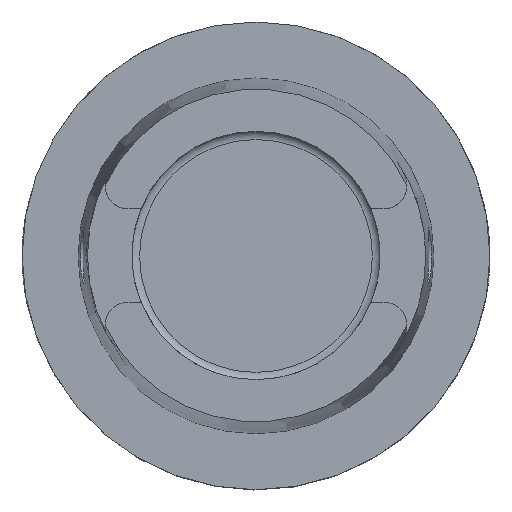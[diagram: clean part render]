
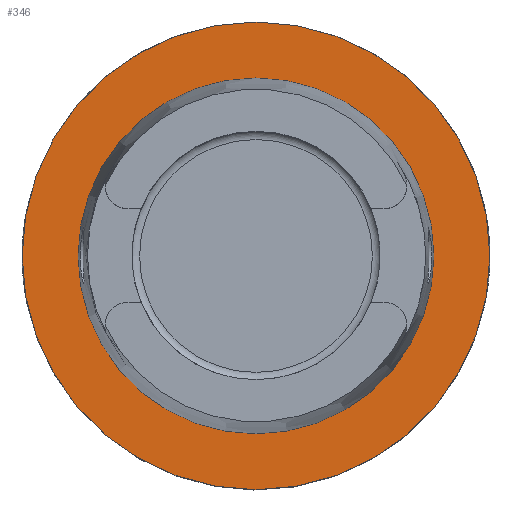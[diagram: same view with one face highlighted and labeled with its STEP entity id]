
A CAD part, top view. The second image highlights one B-rep face of the part: STEP entity #346.
In plain terms, the highlighted planar face has unit normal (0, 0, 1).
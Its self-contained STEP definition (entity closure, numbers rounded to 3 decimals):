
#294=PLANE('',#1487);
#346=ADVANCED_FACE('',(#463,#464),#294,.F.);
#463=FACE_BOUND('',#554,.T.);
#464=FACE_BOUND('',#555,.T.);
#554=EDGE_LOOP('',(#755));
#555=EDGE_LOOP('',(#756));
#755=ORIENTED_EDGE('',*,*,#1195,.F.);
#756=ORIENTED_EDGE('',*,*,#1194,.T.);
#1045=VERTEX_POINT('',#2296);
#1046=VERTEX_POINT('',#2299);
#1194=EDGE_CURVE('',#1045,#1045,#1344,.T.);
#1195=EDGE_CURVE('',#1046,#1046,#1345,.T.);
#1344=CIRCLE('',#1484,38.008);
#1345=CIRCLE('',#1486,49.965);
#1484=AXIS2_PLACEMENT_3D('',#2295,#1736,#1737);
#1486=AXIS2_PLACEMENT_3D('',#2298,#1740,#1741);
#1487=AXIS2_PLACEMENT_3D('',#2300,#1742,#1743);
#1736=DIRECTION('',(0.,0.,-1.));
#1737=DIRECTION('',(1.,0.,0.));
#1740=DIRECTION('',(0.,0.,-1.));
#1741=DIRECTION('',(1.,0.,0.));
#1742=DIRECTION('',(0.,0.,-1.));
#1743=DIRECTION('',(1.,0.,0.));
#2295=CARTESIAN_POINT('',(0.,0.,0.));
#2296=CARTESIAN_POINT('',(38.008,0.,0.));
#2298=CARTESIAN_POINT('',(0.,0.,0.));
#2299=CARTESIAN_POINT('',(49.965,0.,0.));
#2300=CARTESIAN_POINT('',(0.,-39.062,0.));
